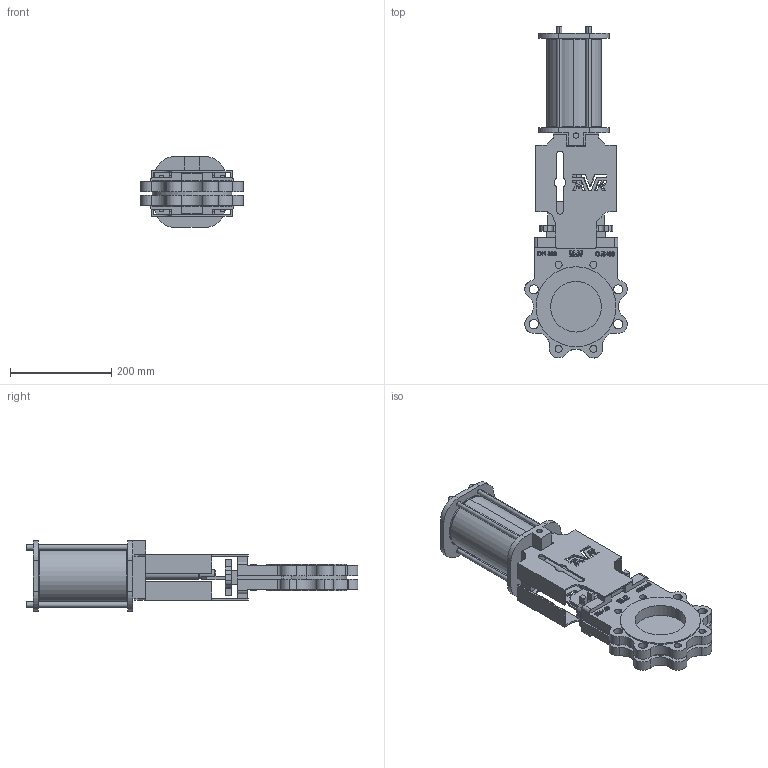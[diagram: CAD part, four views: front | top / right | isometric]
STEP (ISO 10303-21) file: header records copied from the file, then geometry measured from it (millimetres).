
FILE_DESCRIPTION (( 'STEP AP203' ), '1' );
FILE_NAME ('70210040034.STEP', '2017-03-15T14:06:55', ( '' ), ( '' ), 'SwSTEP 2.0', 'SolidWorks 2016', '' );
FILE_SCHEMA (( 'CONFIG_CONTROL_DESIGN' ));
Length unit declared in the file: millimetre
Products named in the file (1): 70210040034
Bounding box: 202.3 x 655.61 x 140 mm (x, y, z)
Volume: 4155727 mm3; surface area: 499751.4 mm2
Topology: 1 solids, 1 shells, 1058 faces, 2963 edges, 1973 vertices
Faces by surface type: plane 505, cylinder 405, bspline 144, cone 4
Entity records: 43814 total; most frequent: CARTESIAN_POINT 16513, ORIENTED_EDGE 5926, DIRECTION 5319, EDGE_CURVE 2963, VERTEX_POINT 1973, VECTOR 1857, LINE 1857, AXIS2_PLACEMENT_3D 1731
